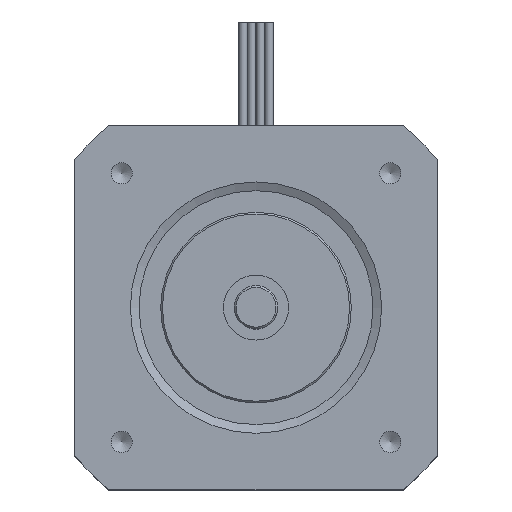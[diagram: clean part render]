
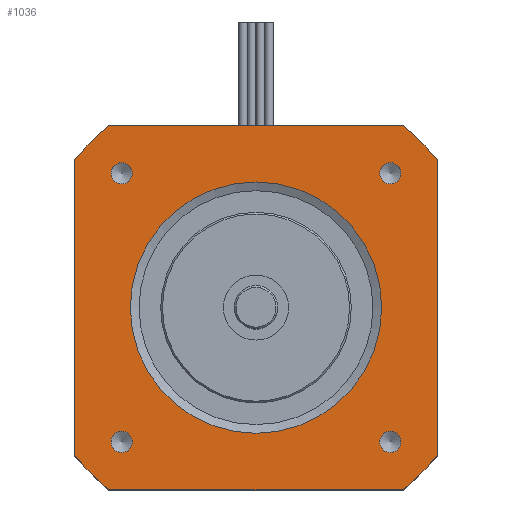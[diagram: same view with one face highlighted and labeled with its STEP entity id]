
A CAD part, top view. The second image highlights one B-rep face of the part: STEP entity #1036.
In plain terms, the highlighted planar face has unit normal (0, 0, 1).
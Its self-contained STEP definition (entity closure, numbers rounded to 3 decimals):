
#671=CARTESIAN_POINT('',(21.,16.971,1.25));
#672=VERTEX_POINT('',#671);
#679=CARTESIAN_POINT('',(21.0,-16.971,1.25));
#680=VERTEX_POINT('',#679);
#681=CARTESIAN_POINT('',(21.,16.971,1.25));
#682=DIRECTION('',(0.0,-1.0,0.0));
#683=VECTOR('',#682,33.941);
#684=LINE('',#681,#683);
#685=EDGE_CURVE('',#672,#680,#684,.T.);
#878=CARTESIAN_POINT('',(-16.971,21.,1.25));
#879=VERTEX_POINT('',#878);
#886=CARTESIAN_POINT('',(16.971,21.,1.25));
#887=VERTEX_POINT('',#886);
#888=CARTESIAN_POINT('',(-16.971,21.,1.25));
#889=DIRECTION('',(1.0,0.0,0.0));
#890=VECTOR('',#889,33.941);
#891=LINE('',#888,#890);
#892=EDGE_CURVE('',#879,#887,#891,.T.);
#920=CARTESIAN_POINT('',(14.5,0.,1.25));
#921=VERTEX_POINT('',#920);
#922=CARTESIAN_POINT('',(0.,0.,1.25));
#923=DIRECTION('',(0.0,0.0,1.0));
#924=DIRECTION('',(-1.0,0.0,0.0));
#925=AXIS2_PLACEMENT_3D('',#922,#923,#924);
#926=CIRCLE('',#925,14.5);
#927=EDGE_CURVE('',#921,#921,#926,.T.);
#932=CARTESIAN_POINT('',(0.,0.,1.25));
#933=DIRECTION('',(0.0,0.0,1.0));
#934=DIRECTION('',(1.0,0.0,0.0));
#935=AXIS2_PLACEMENT_3D('',#932,#933,#934);
#936=PLANE('',#935);
#937=ORIENTED_EDGE('',*,*,#892,.F.);
#938=CARTESIAN_POINT('',(-21.,16.971,1.25));
#939=VERTEX_POINT('',#938);
#940=CARTESIAN_POINT('',(0.,0.,1.25));
#941=DIRECTION('',(0.,0.,-1.0));
#942=DIRECTION('',(-0.629,0.778,0.));
#943=AXIS2_PLACEMENT_3D('',#940,#941,#942);
#944=CIRCLE('',#943,27.0);
#945=EDGE_CURVE('',#939,#879,#944,.T.);
#946=ORIENTED_EDGE('',*,*,#945,.F.);
#947=CARTESIAN_POINT('',(-21.,-16.971,1.25));
#948=VERTEX_POINT('',#947);
#949=CARTESIAN_POINT('',(-21.,-16.971,1.25));
#950=DIRECTION('',(0.0,1.0,0.0));
#951=VECTOR('',#950,33.941);
#952=LINE('',#949,#951);
#953=EDGE_CURVE('',#948,#939,#952,.T.);
#954=ORIENTED_EDGE('',*,*,#953,.F.);
#955=CARTESIAN_POINT('',(-16.971,-21.,1.25));
#956=VERTEX_POINT('',#955);
#957=CARTESIAN_POINT('',(0.,0.,1.25));
#958=DIRECTION('',(0.,0.,-1.0));
#959=DIRECTION('',(-0.778,-0.629,0.));
#960=AXIS2_PLACEMENT_3D('',#957,#958,#959);
#961=CIRCLE('',#960,27.);
#962=EDGE_CURVE('',#956,#948,#961,.T.);
#963=ORIENTED_EDGE('',*,*,#962,.F.);
#964=CARTESIAN_POINT('',(16.971,-21.,1.25));
#965=VERTEX_POINT('',#964);
#966=CARTESIAN_POINT('',(16.971,-21.,1.25));
#967=DIRECTION('',(-1.0,0.0,0.0));
#968=VECTOR('',#967,33.941);
#969=LINE('',#966,#968);
#970=EDGE_CURVE('',#965,#956,#969,.T.);
#971=ORIENTED_EDGE('',*,*,#970,.F.);
#972=CARTESIAN_POINT('',(0.,0.,1.25));
#973=DIRECTION('',(0.,0.,-1.0));
#974=DIRECTION('',(0.629,-0.778,0.));
#975=AXIS2_PLACEMENT_3D('',#972,#973,#974);
#976=CIRCLE('',#975,27.0);
#977=EDGE_CURVE('',#680,#965,#976,.T.);
#978=ORIENTED_EDGE('',*,*,#977,.F.);
#979=ORIENTED_EDGE('',*,*,#685,.F.);
#980=CARTESIAN_POINT('',(0.,0.,1.25));
#981=DIRECTION('',(0.,0.,-1.0));
#982=DIRECTION('',(0.778,0.629,0.));
#983=AXIS2_PLACEMENT_3D('',#980,#981,#982);
#984=CIRCLE('',#983,27.);
#985=EDGE_CURVE('',#887,#672,#984,.T.);
#986=ORIENTED_EDGE('',*,*,#985,.F.);
#987=EDGE_LOOP('',(#937,#946,#954,#963,#971,#978,#979,#986));
#988=FACE_OUTER_BOUND('',#987,.T.);
#989=CARTESIAN_POINT('',(14.271,15.5,1.25));
#990=VERTEX_POINT('',#989);
#991=CARTESIAN_POINT('',(15.5,15.5,1.25));
#992=DIRECTION('',(0.0,0.0,-1.0));
#993=DIRECTION('',(1.0,0.0,0.0));
#994=AXIS2_PLACEMENT_3D('',#991,#992,#993);
#995=CIRCLE('',#994,1.23);
#996=EDGE_CURVE('',#990,#990,#995,.T.);
#997=ORIENTED_EDGE('',*,*,#996,.T.);
#998=EDGE_LOOP('',(#997));
#999=FACE_BOUND('',#998,.T.);
#1000=CARTESIAN_POINT('',(-16.729,15.5,1.25));
#1001=VERTEX_POINT('',#1000);
#1002=CARTESIAN_POINT('',(-15.5,15.5,1.25));
#1003=DIRECTION('',(0.0,0.0,-1.0));
#1004=DIRECTION('',(1.0,0.0,0.0));
#1005=AXIS2_PLACEMENT_3D('',#1002,#1003,#1004);
#1006=CIRCLE('',#1005,1.23);
#1007=EDGE_CURVE('',#1001,#1001,#1006,.T.);
#1008=ORIENTED_EDGE('',*,*,#1007,.T.);
#1009=EDGE_LOOP('',(#1008));
#1010=FACE_BOUND('',#1009,.T.);
#1011=CARTESIAN_POINT('',(14.271,-15.5,1.25));
#1012=VERTEX_POINT('',#1011);
#1013=CARTESIAN_POINT('',(15.5,-15.5,1.25));
#1014=DIRECTION('',(0.0,0.0,-1.0));
#1015=DIRECTION('',(1.0,0.0,0.0));
#1016=AXIS2_PLACEMENT_3D('',#1013,#1014,#1015);
#1017=CIRCLE('',#1016,1.23);
#1018=EDGE_CURVE('',#1012,#1012,#1017,.T.);
#1019=ORIENTED_EDGE('',*,*,#1018,.T.);
#1020=EDGE_LOOP('',(#1019));
#1021=FACE_BOUND('',#1020,.T.);
#1022=CARTESIAN_POINT('',(-16.73,-15.5,1.25));
#1023=VERTEX_POINT('',#1022);
#1024=CARTESIAN_POINT('',(-15.5,-15.5,1.25));
#1025=DIRECTION('',(0.0,0.0,-1.0));
#1026=DIRECTION('',(1.0,0.0,0.0));
#1027=AXIS2_PLACEMENT_3D('',#1024,#1025,#1026);
#1028=CIRCLE('',#1027,1.23);
#1029=EDGE_CURVE('',#1023,#1023,#1028,.T.);
#1030=ORIENTED_EDGE('',*,*,#1029,.T.);
#1031=EDGE_LOOP('',(#1030));
#1032=FACE_BOUND('',#1031,.T.);
#1033=ORIENTED_EDGE('',*,*,#927,.F.);
#1034=EDGE_LOOP('',(#1033));
#1035=FACE_BOUND('',#1034,.T.);
#1036=ADVANCED_FACE('',(#988,#999,#1010,#1021,#1032,#1035),#936,.T.);
